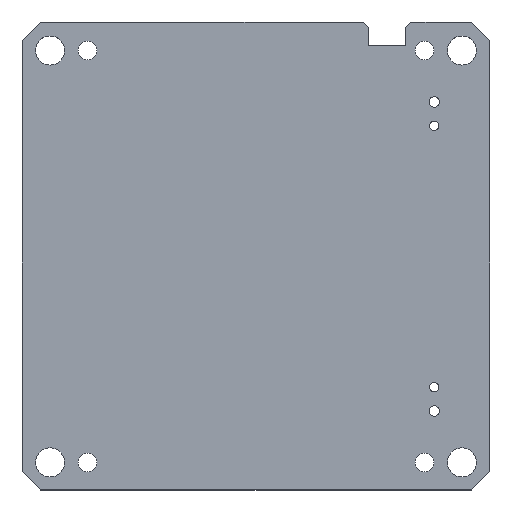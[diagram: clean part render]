
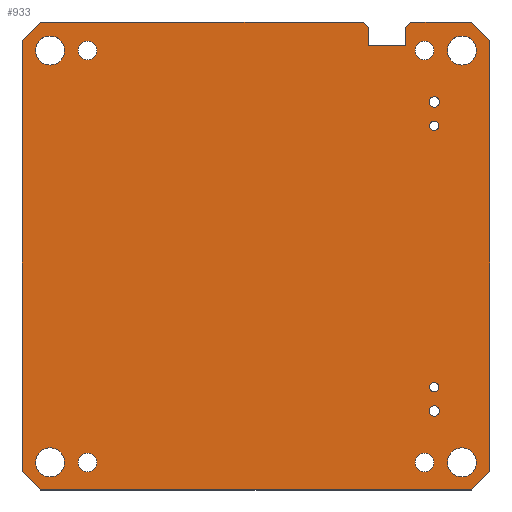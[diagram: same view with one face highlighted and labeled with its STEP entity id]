
A CAD part, top view. The second image highlights one B-rep face of the part: STEP entity #933.
In plain terms, the highlighted planar face has unit normal (0, 0, 1).
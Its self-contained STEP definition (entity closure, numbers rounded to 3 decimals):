
#52 = VERTEX_POINT('',#53);
#53 = CARTESIAN_POINT('',(-25.,-23.,1.));
#59 = EDGE_CURVE('',#52,#60,#62,.T.);
#60 = VERTEX_POINT('',#61);
#61 = CARTESIAN_POINT('',(-23.,-25.,1.));
#62 = LINE('',#63,#64);
#63 = CARTESIAN_POINT('',(-25.,-23.,1.));
#64 = VECTOR('',#65,1.);
#65 = DIRECTION('',(0.707,-0.707,0.));
#90 = EDGE_CURVE('',#60,#91,#93,.T.);
#91 = VERTEX_POINT('',#92);
#92 = CARTESIAN_POINT('',(23.,-25.,1.));
#93 = LINE('',#94,#95);
#94 = CARTESIAN_POINT('',(-23.,-25.,1.));
#95 = VECTOR('',#96,1.);
#96 = DIRECTION('',(1.,0.,0.));
#121 = EDGE_CURVE('',#91,#122,#124,.T.);
#122 = VERTEX_POINT('',#123);
#123 = CARTESIAN_POINT('',(25.,-23.,1.));
#124 = LINE('',#125,#126);
#125 = CARTESIAN_POINT('',(23.,-25.,1.));
#126 = VECTOR('',#127,1.);
#127 = DIRECTION('',(0.707,0.707,0.));
#152 = EDGE_CURVE('',#122,#153,#155,.T.);
#153 = VERTEX_POINT('',#154);
#154 = CARTESIAN_POINT('',(25.,23.,1.));
#155 = LINE('',#156,#157);
#156 = CARTESIAN_POINT('',(25.,-23.,1.));
#157 = VECTOR('',#158,1.);
#158 = DIRECTION('',(0.,1.,0.));
#183 = EDGE_CURVE('',#153,#184,#186,.T.);
#184 = VERTEX_POINT('',#185);
#185 = CARTESIAN_POINT('',(23.,25.,1.));
#186 = LINE('',#187,#188);
#187 = CARTESIAN_POINT('',(25.,23.,1.));
#188 = VECTOR('',#189,1.);
#189 = DIRECTION('',(-0.707,0.707,0.));
#214 = EDGE_CURVE('',#184,#215,#217,.T.);
#215 = VERTEX_POINT('',#216);
#216 = CARTESIAN_POINT('',(16.551,25.,1.));
#217 = LINE('',#218,#219);
#218 = CARTESIAN_POINT('',(23.,25.,1.));
#219 = VECTOR('',#220,1.);
#220 = DIRECTION('',(-1.,0.,0.));
#245 = EDGE_CURVE('',#215,#246,#248,.T.);
#246 = VERTEX_POINT('',#247);
#247 = CARTESIAN_POINT('',(16.,24.449,1.));
#248 = LINE('',#249,#250);
#249 = CARTESIAN_POINT('',(16.551,25.,1.));
#250 = VECTOR('',#251,1.);
#251 = DIRECTION('',(-0.707,-0.707,0.));
#276 = EDGE_CURVE('',#246,#277,#279,.T.);
#277 = VERTEX_POINT('',#278);
#278 = CARTESIAN_POINT('',(16.,22.449,1.));
#279 = LINE('',#280,#281);
#280 = CARTESIAN_POINT('',(16.,24.449,1.));
#281 = VECTOR('',#282,1.);
#282 = DIRECTION('',(0.,-1.,0.));
#307 = EDGE_CURVE('',#277,#308,#310,.T.);
#308 = VERTEX_POINT('',#309);
#309 = CARTESIAN_POINT('',(12.,22.449,1.));
#310 = LINE('',#311,#312);
#311 = CARTESIAN_POINT('',(16.,22.449,1.));
#312 = VECTOR('',#313,1.);
#313 = DIRECTION('',(-1.,0.,0.));
#338 = EDGE_CURVE('',#308,#339,#341,.T.);
#339 = VERTEX_POINT('',#340);
#340 = CARTESIAN_POINT('',(12.,24.449,1.));
#341 = LINE('',#342,#343);
#342 = CARTESIAN_POINT('',(12.,22.449,1.));
#343 = VECTOR('',#344,1.);
#344 = DIRECTION('',(0.,1.,0.));
#369 = EDGE_CURVE('',#339,#370,#372,.T.);
#370 = VERTEX_POINT('',#371);
#371 = CARTESIAN_POINT('',(11.449,25.,1.));
#372 = LINE('',#373,#374);
#373 = CARTESIAN_POINT('',(12.,24.449,1.));
#374 = VECTOR('',#375,1.);
#375 = DIRECTION('',(-0.707,0.707,0.));
#400 = EDGE_CURVE('',#370,#401,#403,.T.);
#401 = VERTEX_POINT('',#402);
#402 = CARTESIAN_POINT('',(-23.,25.,1.));
#403 = LINE('',#404,#405);
#404 = CARTESIAN_POINT('',(11.449,25.,1.));
#405 = VECTOR('',#406,1.);
#406 = DIRECTION('',(-1.,0.,0.));
#431 = EDGE_CURVE('',#401,#432,#434,.T.);
#432 = VERTEX_POINT('',#433);
#433 = CARTESIAN_POINT('',(-25.,23.,1.));
#434 = LINE('',#435,#436);
#435 = CARTESIAN_POINT('',(-23.,25.,1.));
#436 = VECTOR('',#437,1.);
#437 = DIRECTION('',(-0.707,-0.707,0.));
#462 = EDGE_CURVE('',#432,#52,#463,.T.);
#463 = LINE('',#464,#465);
#464 = CARTESIAN_POINT('',(-25.,23.,1.));
#465 = VECTOR('',#466,1.);
#466 = DIRECTION('',(0.,-1.,0.));
#486 = VERTEX_POINT('',#487);
#487 = CARTESIAN_POINT('',(-20.45,-22.051,1.));
#493 = EDGE_CURVE('',#486,#486,#494,.T.);
#494 = CIRCLE('',#495,1.55);
#495 = AXIS2_PLACEMENT_3D('',#496,#497,#498);
#496 = CARTESIAN_POINT('',(-22.,-22.051,1.));
#497 = DIRECTION('',(0.,0.,1.));
#498 = DIRECTION('',(1.,0.,0.));
#519 = VERTEX_POINT('',#520);
#520 = CARTESIAN_POINT('',(19.,-22.051,1.));
#526 = EDGE_CURVE('',#519,#519,#527,.T.);
#527 = CIRCLE('',#528,1.);
#528 = AXIS2_PLACEMENT_3D('',#529,#530,#531);
#529 = CARTESIAN_POINT('',(18.,-22.051,1.));
#530 = DIRECTION('',(0.,0.,1.));
#531 = DIRECTION('',(1.,0.,0.));
#552 = VERTEX_POINT('',#553);
#553 = CARTESIAN_POINT('',(-17.,-22.051,1.));
#559 = EDGE_CURVE('',#552,#552,#560,.T.);
#560 = CIRCLE('',#561,1.);
#561 = AXIS2_PLACEMENT_3D('',#562,#563,#564);
#562 = CARTESIAN_POINT('',(-18.,-22.051,1.));
#563 = DIRECTION('',(0.,0.,1.));
#564 = DIRECTION('',(1.,0.,0.));
#585 = VERTEX_POINT('',#586);
#586 = CARTESIAN_POINT('',(-20.45,21.949,1.));
#592 = EDGE_CURVE('',#585,#585,#593,.T.);
#593 = CIRCLE('',#594,1.55);
#594 = AXIS2_PLACEMENT_3D('',#595,#596,#597);
#595 = CARTESIAN_POINT('',(-22.,21.949,1.));
#596 = DIRECTION('',(0.,0.,1.));
#597 = DIRECTION('',(1.,0.,0.));
#618 = VERTEX_POINT('',#619);
#619 = CARTESIAN_POINT('',(19.,21.949,1.));
#625 = EDGE_CURVE('',#618,#618,#626,.T.);
#626 = CIRCLE('',#627,1.);
#627 = AXIS2_PLACEMENT_3D('',#628,#629,#630);
#628 = CARTESIAN_POINT('',(18.,21.949,1.));
#629 = DIRECTION('',(0.,0.,1.));
#630 = DIRECTION('',(1.,0.,0.));
#651 = VERTEX_POINT('',#652);
#652 = CARTESIAN_POINT('',(-17.,21.949,1.));
#658 = EDGE_CURVE('',#651,#651,#659,.T.);
#659 = CIRCLE('',#660,1.);
#660 = AXIS2_PLACEMENT_3D('',#661,#662,#663);
#661 = CARTESIAN_POINT('',(-18.,21.949,1.));
#662 = DIRECTION('',(0.,0.,1.));
#663 = DIRECTION('',(1.,0.,0.));
#684 = VERTEX_POINT('',#685);
#685 = CARTESIAN_POINT('',(19.55,-14.021,1.));
#691 = EDGE_CURVE('',#684,#684,#692,.T.);
#692 = CIRCLE('',#693,0.5);
#693 = AXIS2_PLACEMENT_3D('',#694,#695,#696);
#694 = CARTESIAN_POINT('',(19.05,-14.021,1.));
#695 = DIRECTION('',(0.,0.,1.));
#696 = DIRECTION('',(1.,0.,0.));
#717 = VERTEX_POINT('',#718);
#718 = CARTESIAN_POINT('',(23.55,-22.051,1.));
#724 = EDGE_CURVE('',#717,#717,#725,.T.);
#725 = CIRCLE('',#726,1.55);
#726 = AXIS2_PLACEMENT_3D('',#727,#728,#729);
#727 = CARTESIAN_POINT('',(22.,-22.051,1.));
#728 = DIRECTION('',(0.,0.,1.));
#729 = DIRECTION('',(1.,0.,0.));
#750 = VERTEX_POINT('',#751);
#751 = CARTESIAN_POINT('',(19.6,-16.561,1.));
#757 = EDGE_CURVE('',#750,#750,#758,.T.);
#758 = CIRCLE('',#759,0.55);
#759 = AXIS2_PLACEMENT_3D('',#760,#761,#762);
#760 = CARTESIAN_POINT('',(19.05,-16.561,1.));
#761 = DIRECTION('',(0.,0.,1.));
#762 = DIRECTION('',(1.,0.,0.));
#783 = VERTEX_POINT('',#784);
#784 = CARTESIAN_POINT('',(19.55,13.919,1.));
#790 = EDGE_CURVE('',#783,#783,#791,.T.);
#791 = CIRCLE('',#792,0.5);
#792 = AXIS2_PLACEMENT_3D('',#793,#794,#795);
#793 = CARTESIAN_POINT('',(19.05,13.919,1.));
#794 = DIRECTION('',(0.,0.,1.));
#795 = DIRECTION('',(1.,0.,0.));
#816 = VERTEX_POINT('',#817);
#817 = CARTESIAN_POINT('',(19.6,16.459,1.));
#823 = EDGE_CURVE('',#816,#816,#824,.T.);
#824 = CIRCLE('',#825,0.55);
#825 = AXIS2_PLACEMENT_3D('',#826,#827,#828);
#826 = CARTESIAN_POINT('',(19.05,16.459,1.));
#827 = DIRECTION('',(0.,0.,1.));
#828 = DIRECTION('',(1.,0.,0.));
#849 = VERTEX_POINT('',#850);
#850 = CARTESIAN_POINT('',(23.55,21.949,1.));
#856 = EDGE_CURVE('',#849,#849,#857,.T.);
#857 = CIRCLE('',#858,1.55);
#858 = AXIS2_PLACEMENT_3D('',#859,#860,#861);
#859 = CARTESIAN_POINT('',(22.,21.949,1.));
#860 = DIRECTION('',(0.,0.,1.));
#861 = DIRECTION('',(1.,0.,0.));
#933 = ADVANCED_FACE('',(#934,#950,#953,#956,#959,#962,#965,#968,#971,
    #974,#977,#980,#983),#986,.F.);
#934 = FACE_BOUND('',#935,.T.);
#935 = EDGE_LOOP('',(#936,#937,#938,#939,#940,#941,#942,#943,#944,#945,
    #946,#947,#948,#949));
#936 = ORIENTED_EDGE('',*,*,#59,.T.);
#937 = ORIENTED_EDGE('',*,*,#90,.T.);
#938 = ORIENTED_EDGE('',*,*,#121,.T.);
#939 = ORIENTED_EDGE('',*,*,#152,.T.);
#940 = ORIENTED_EDGE('',*,*,#183,.T.);
#941 = ORIENTED_EDGE('',*,*,#214,.T.);
#942 = ORIENTED_EDGE('',*,*,#245,.T.);
#943 = ORIENTED_EDGE('',*,*,#276,.T.);
#944 = ORIENTED_EDGE('',*,*,#307,.T.);
#945 = ORIENTED_EDGE('',*,*,#338,.T.);
#946 = ORIENTED_EDGE('',*,*,#369,.T.);
#947 = ORIENTED_EDGE('',*,*,#400,.T.);
#948 = ORIENTED_EDGE('',*,*,#431,.T.);
#949 = ORIENTED_EDGE('',*,*,#462,.T.);
#950 = FACE_BOUND('',#951,.F.);
#951 = EDGE_LOOP('',(#952));
#952 = ORIENTED_EDGE('',*,*,#493,.T.);
#953 = FACE_BOUND('',#954,.F.);
#954 = EDGE_LOOP('',(#955));
#955 = ORIENTED_EDGE('',*,*,#526,.T.);
#956 = FACE_BOUND('',#957,.F.);
#957 = EDGE_LOOP('',(#958));
#958 = ORIENTED_EDGE('',*,*,#559,.T.);
#959 = FACE_BOUND('',#960,.F.);
#960 = EDGE_LOOP('',(#961));
#961 = ORIENTED_EDGE('',*,*,#592,.T.);
#962 = FACE_BOUND('',#963,.F.);
#963 = EDGE_LOOP('',(#964));
#964 = ORIENTED_EDGE('',*,*,#625,.T.);
#965 = FACE_BOUND('',#966,.F.);
#966 = EDGE_LOOP('',(#967));
#967 = ORIENTED_EDGE('',*,*,#658,.T.);
#968 = FACE_BOUND('',#969,.F.);
#969 = EDGE_LOOP('',(#970));
#970 = ORIENTED_EDGE('',*,*,#691,.T.);
#971 = FACE_BOUND('',#972,.F.);
#972 = EDGE_LOOP('',(#973));
#973 = ORIENTED_EDGE('',*,*,#724,.T.);
#974 = FACE_BOUND('',#975,.F.);
#975 = EDGE_LOOP('',(#976));
#976 = ORIENTED_EDGE('',*,*,#757,.T.);
#977 = FACE_BOUND('',#978,.F.);
#978 = EDGE_LOOP('',(#979));
#979 = ORIENTED_EDGE('',*,*,#790,.T.);
#980 = FACE_BOUND('',#981,.F.);
#981 = EDGE_LOOP('',(#982));
#982 = ORIENTED_EDGE('',*,*,#823,.T.);
#983 = FACE_BOUND('',#984,.F.);
#984 = EDGE_LOOP('',(#985));
#985 = ORIENTED_EDGE('',*,*,#856,.T.);
#986 = PLANE('',#987);
#987 = AXIS2_PLACEMENT_3D('',#988,#989,#990);
#988 = CARTESIAN_POINT('',(-25.,-23.,1.));
#989 = DIRECTION('',(0.,0.,-1.));
#990 = DIRECTION('',(-1.,0.,0.));
